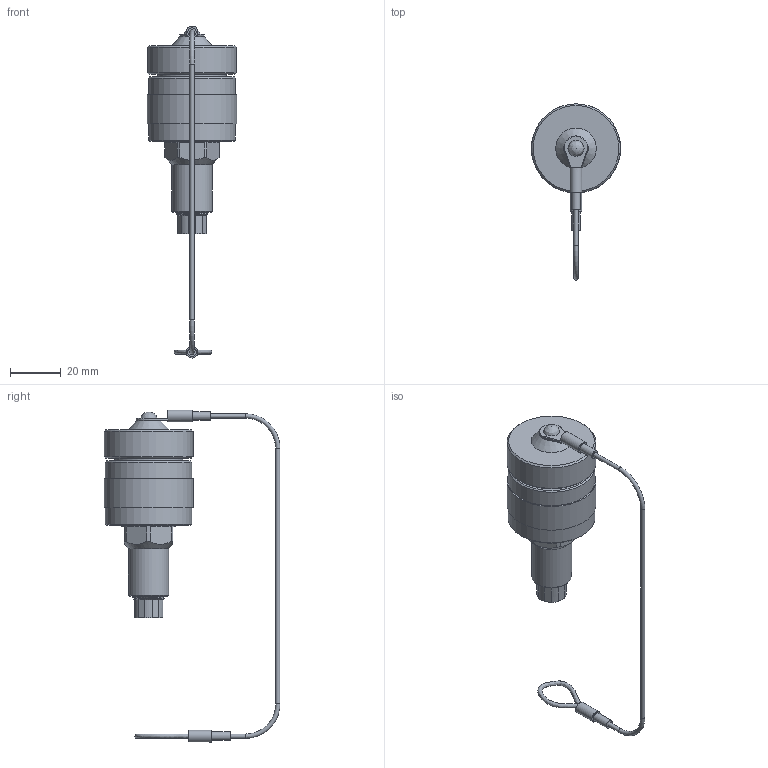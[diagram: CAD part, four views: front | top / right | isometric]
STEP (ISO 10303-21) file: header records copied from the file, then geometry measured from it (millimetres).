
FILE_DESCRIPTION (( 'STEP AP214' ), '1' );
FILE_NAME ('ECSA4213UA0.STEP', '2018-01-15T20:05:49', ( '' ), ( '' ), 'SwSTEP 2.0', 'SolidWorks 2014', '' );
FILE_SCHEMA (( 'AUTOMOTIVE_DESIGN' ));
Length unit declared in the file: inch
Products named in the file (17): 1AD03-013-MA1; 1AD03-013-MA2; 1AD03-013-MA3; ECRU4203U00_BEND LANYARD; 3AB10-036-MA4; 3AB10-036; ECRA0213UA0; 3AB10-035-MA5; 3AB10-035-MA4; 3AB10-035-MA3; 3AB10-035-MA2; 3AB10-035-MA1; 3AB10-035; ECSA4213UA0; 1AD03-013 tester_crimped; TDS8PC5-MA3; 1AD03-013-MA4_crimped strain relief
Assembly tree (23 placements, depth 3):
  ECSA4213UA0
    ECRA0213UA0
      3AB10-035
      3AB10-035-MA1
      3AB10-035-MA2
      3AB10-035-MA3
      3AB10-035-MA4
      3AB10-035-MA5
    ECRU4203U00_BEND LANYARD
      3AB10-036
      3AB10-036-MA4
    1AD03-013 tester_crimped
      1AD03-013-MA3
      1AD03-013-MA2
      1AD03-013-MA1
      1AD03-013-MA4_crimped strain relief
      TDS8PC5-MA3  x8
Bounding box: 35.15 x 69.33 x 130.81 mm (x, y, z)
Volume: 32237.5 mm3; surface area: 28734.8 mm2
Topology: 23 solids, 23 shells, 788 faces, 2063 edges, 1302 vertices
Faces by surface type: plane 511, cylinder 199, cone 31, bspline 22, sphere 16, torus 9
Full cylindrical faces by diameter (mm): 1.1 x8, 1.321 x2, 1.524 x1, 1.702 x3, 3.302 x1, 3.381 x1, 3.428 x1, 3.429 x1, 3.556 x1, 4.58 x1, 4.699 x1, 5.334 x1, 6.35 x1, 8.992 x1, 9.144 x1, 10.414 x1, 10.49 x1, 11.532 x1, 13.081 x2, 13.716 x1, 14.63 x1, 15.037 x1, 15.24 x1, 15.748 x1, 15.875 x1, 16.205 x1, 16.383 x2, 17.5 x2, 17.78 x1, 19.177 x1
Entity records: 26616 total; most frequent: CARTESIAN_POINT 10793, DIRECTION 2995, ORIENTED_EDGE 2980, EDGE_CURVE 1490, AXIS2_PLACEMENT_3D 1000, VECTOR 995, LINE 995, VERTEX_POINT 981
